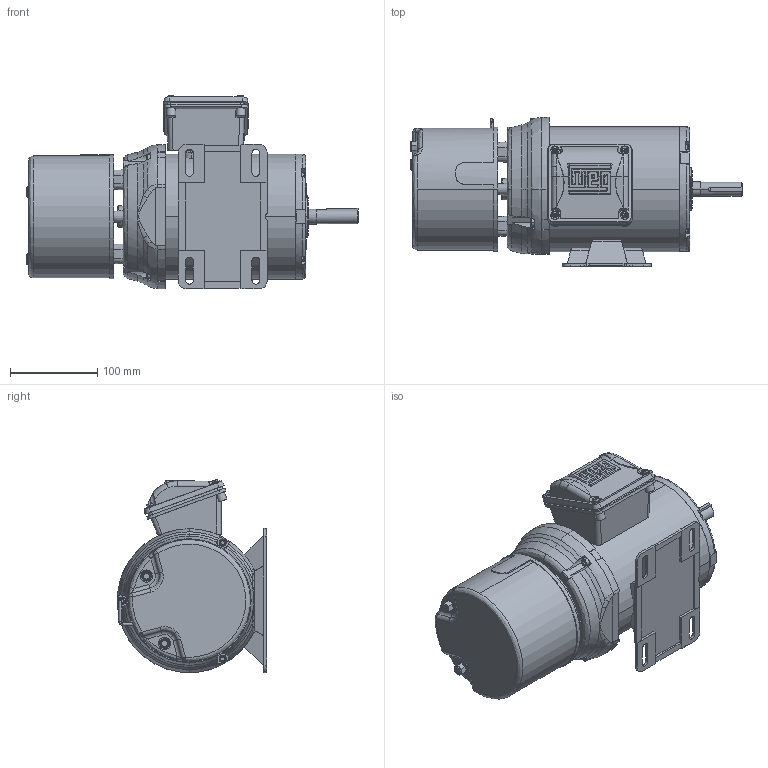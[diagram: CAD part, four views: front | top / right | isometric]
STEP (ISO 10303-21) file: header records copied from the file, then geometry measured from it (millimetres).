
FILE_DESCRIPTION (( 'STEP AP214' ), '1' );
FILE_NAME ('W56_3PH_TEFC_BM_15004 coord fxt.STEP', '2022-10-10T22:18:16', ( '' ), ( '' ), 'SwSTEP 2.0', 'SolidWorks 2021', '' );
FILE_SCHEMA (( 'AUTOMOTIVE_DESIGN' ));
Length unit declared in the file: inch
Products named in the file (1): W56_3PH_TEFC_BM_15004 coord fxt
Bounding box: 381.45 x 171.42 x 222.74 mm (x, y, z)
Volume: 5169066.6 mm3; surface area: 448458.3 mm2
Topology: 16 solids, 22 shells, 1498 faces, 3841 edges, 2467 vertices
Faces by surface type: plane 582, cylinder 422, cone 264, bspline 230
Entity records: 52532 total; most frequent: CARTESIAN_POINT 17889, ORIENTED_EDGE 7654, DIRECTION 6768, EDGE_CURVE 3827, AXIS2_PLACEMENT_3D 2557, VERTEX_POINT 2467, LINE 1654, VECTOR 1654
